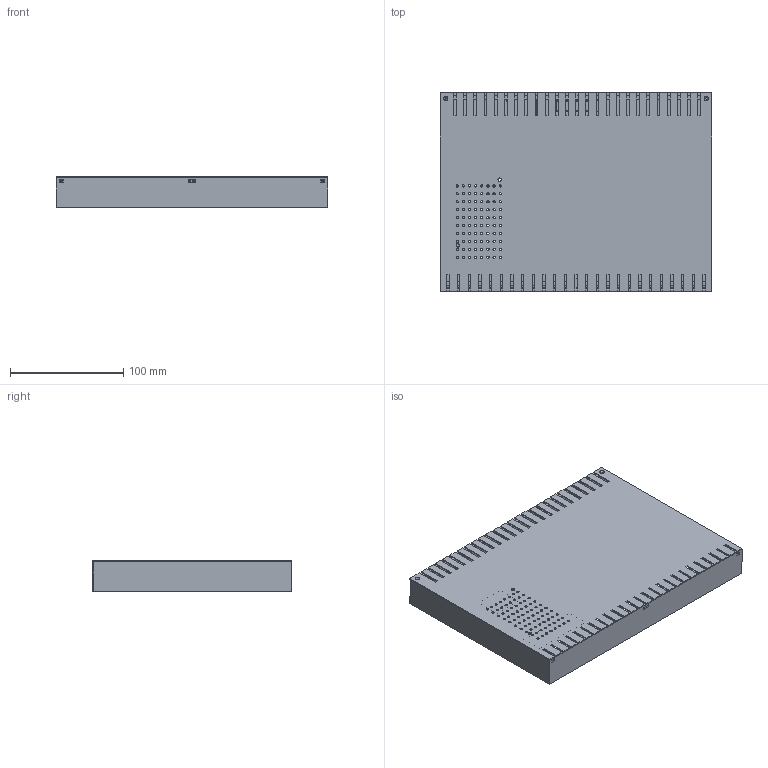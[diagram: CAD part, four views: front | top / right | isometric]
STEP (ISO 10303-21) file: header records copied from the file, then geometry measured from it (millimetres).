
FILE_DESCRIPTION(('STEP AP242'), '1');
FILE_NAME('Ôîòîðàìêà', '2025-05-04T09:52:29', ('dis'), (''), 'C3D Converter', 'C3D Toolkit', '');
FILE_SCHEMA(('AP242_MANAGED_MODEL_BASED_3D_ENGINEERING_MIM_LF { 1 0 10303 442 1 1 4 }'));
Length unit declared in the file: millimetre
Assembly tree (11 placements, depth 3):
  (unnamed)
    (unnamed)
    (unnamed)
    (unnamed)  x4
    (unnamed)
      (unnamed)  x4
Bounding box: 240 x 175 x 27 mm (x, y, z)
Volume: 126337.1 mm3; surface area: 183819.1 mm2
Topology: 8 solids, 8 shells, 1698 faces, 4865 edges, 3174 vertices
Faces by surface type: plane 943, extrusion 590, cylinder 163, bspline 2
Full cylindrical faces by diameter (mm): 1.8 x18, 2 x80, 2.2 x4, 3 x4, 3.1 x8, 3.7 x4, 10.9 x1
Entity records: 56297 total; most frequent: CARTESIAN_POINT 13609, ORIENTED_EDGE 9284, DIRECTION 6582, EDGE_CURVE 4642, VECTOR 3744, LINE 3154, VERTEX_POINT 3102, EDGE_LOOP 2082
